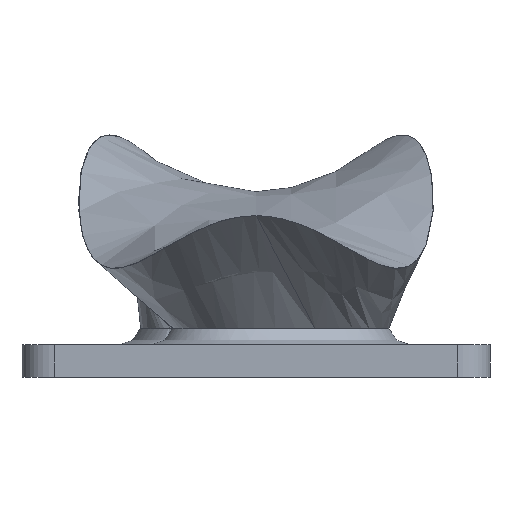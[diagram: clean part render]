
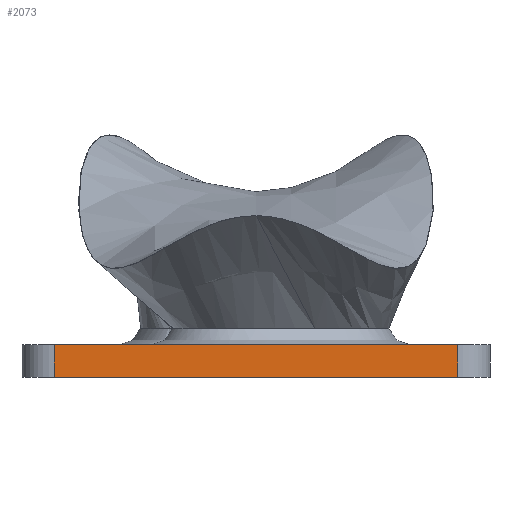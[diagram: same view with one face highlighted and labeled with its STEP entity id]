
A CAD part, left-side view. The second image highlights one B-rep face of the part: STEP entity #2073.
In plain terms, the highlighted planar face has unit normal (-1, 0, 0).
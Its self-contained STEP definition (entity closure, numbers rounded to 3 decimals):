
#438 = LINE ( 'NONE', #4549, #4953 ) ;
#446 = FACE_OUTER_BOUND ( 'NONE', #1686, .T. ) ;
#525 = VECTOR ( 'NONE', #1396, 1000. ) ;
#945 = VERTEX_POINT ( 'NONE', #5133 ) ;
#1004 = ORIENTED_EDGE ( 'NONE', *, *, #1786, .F. ) ;
#1237 = VECTOR ( 'NONE', #6350, 1000. ) ;
#1396 = DIRECTION ( 'NONE',  ( 0., -1., 0. ) ) ;
#1549 = ORIENTED_EDGE ( 'NONE', *, *, #3727, .T. ) ;
#1686 = EDGE_LOOP ( 'NONE', ( #1549, #5644, #1004, #5240 ) ) ;
#1786 = EDGE_CURVE ( 'NONE', #945, #3463, #438, .T. ) ;
#1856 = DIRECTION ( 'NONE',  ( 0., 0., -1. ) ) ;
#2073 = ADVANCED_FACE ( 'NONE', ( #446 ), #2529, .T. ) ;
#2302 = CARTESIAN_POINT ( 'NONE',  ( -100., -62.5, -100. ) ) ;
#2484 = VECTOR ( 'NONE', #1856, 1000. ) ;
#2494 = DIRECTION ( 'NONE',  ( 0., -1., 0. ) ) ;
#2501 = CARTESIAN_POINT ( 'NONE',  ( -100., -72.5, -110. ) ) ;
#2529 = PLANE ( 'NONE',  #3884 ) ;
#2555 = DIRECTION ( 'NONE',  ( 0., 0., 1. ) ) ;
#3142 = VERTEX_POINT ( 'NONE', #5338 ) ;
#3439 = LINE ( 'NONE', #6012, #525 ) ;
#3463 = VERTEX_POINT ( 'NONE', #2302 ) ;
#3727 = EDGE_CURVE ( 'NONE', #4555, #3142, #3439, .T. ) ;
#3884 = AXIS2_PLACEMENT_3D ( 'NONE', #2501, #4556, #2555 ) ;
#4007 = LINE ( 'NONE', #6062, #2484 ) ;
#4549 = CARTESIAN_POINT ( 'NONE',  ( -100., -72.5, -100. ) ) ;
#4555 = VERTEX_POINT ( 'NONE', #5990 ) ;
#4556 = DIRECTION ( 'NONE',  ( -1., 0., 0. ) ) ;
#4953 = VECTOR ( 'NONE', #2494, 1000. ) ;
#5133 = CARTESIAN_POINT ( 'NONE',  ( -100., 62.5, -100. ) ) ;
#5189 = EDGE_CURVE ( 'NONE', #945, #4555, #4007, .T. ) ;
#5240 = ORIENTED_EDGE ( 'NONE', *, *, #5189, .T. ) ;
#5338 = CARTESIAN_POINT ( 'NONE',  ( -100., -62.5, -110. ) ) ;
#5644 = ORIENTED_EDGE ( 'NONE', *, *, #6308, .T. ) ;
#5990 = CARTESIAN_POINT ( 'NONE',  ( -100., 62.5, -110. ) ) ;
#6012 = CARTESIAN_POINT ( 'NONE',  ( -100., -72.5, -110. ) ) ;
#6062 = CARTESIAN_POINT ( 'NONE',  ( -100., 62.5, -110. ) ) ;
#6308 = EDGE_CURVE ( 'NONE', #3142, #3463, #6387, .T. ) ;
#6316 = CARTESIAN_POINT ( 'NONE',  ( -100., -62.5, -110. ) ) ;
#6350 = DIRECTION ( 'NONE',  ( 0., 0., 1. ) ) ;
#6387 = LINE ( 'NONE', #6316, #1237 ) ;
